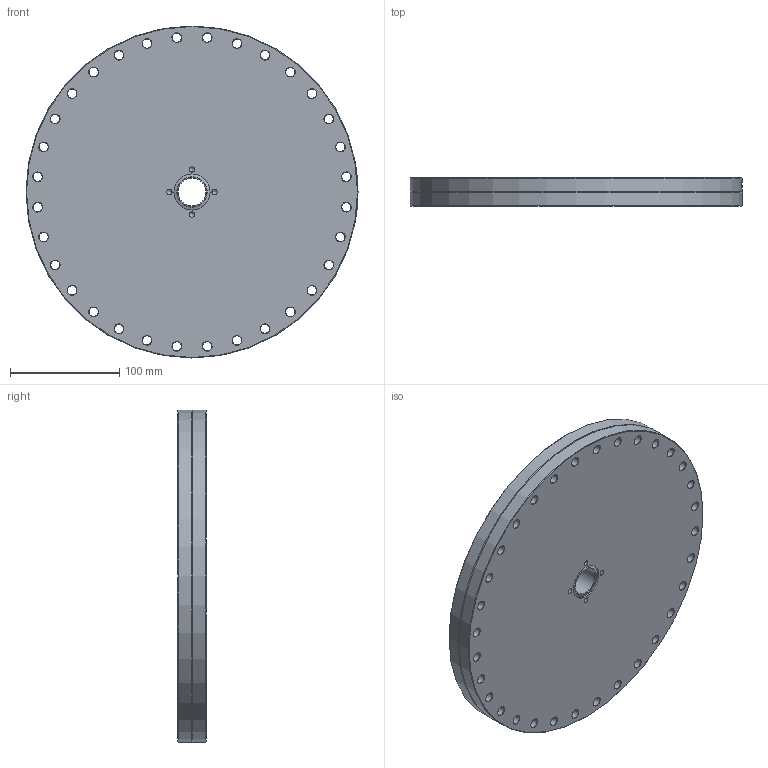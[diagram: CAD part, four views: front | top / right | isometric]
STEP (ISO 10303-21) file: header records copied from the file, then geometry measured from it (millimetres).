
FILE_DESCRIPTION(/* description */ (''),/* implementation_level */ '2;1');
FILE_NAME(/* name */ 'FL-Z250-25.stp',/* time_stamp */ '2023-10-25T11:34:42+01:00',/* author */ ('PaulJarvis'),/* organization */ (''),/* preprocessor_version */ 'ST-DEVELOPER v19.2',/* originating_system */ 'Autodesk Inventor 2023',/* authorisation */ '');
FILE_SCHEMA (('AUTOMOTIVE_DESIGN { 1 0 10303 214 3 1 1 }'));
Length unit declared in the file: millimetre
Products named in the file (1): FL-Z250-25
Bounding box: 304 x 25.9 x 304 mm (x, y, z)
Volume: 1750936.6 mm3; surface area: 191487.2 mm2
Topology: 1 solids, 1 shells, 215 faces, 575 edges, 370 vertices
Faces by surface type: cone 75, bspline 53, cylinder 51, plane 35, torus 1
Full cylindrical faces by diameter (mm): 4.917 x4, 8.4 x32, 25.4 x1, 33.02 x1, 273.1 x1, 304 x2
Entity records: 19497 total; most frequent: CARTESIAN_POINT 14228, ORIENTED_EDGE 1142, DIRECTION 963, EDGE_CURVE 571, AXIS2_PLACEMENT_3D 374, VERTEX_POINT 370, EDGE_LOOP 293, FACE_OUTER_BOUND 215
